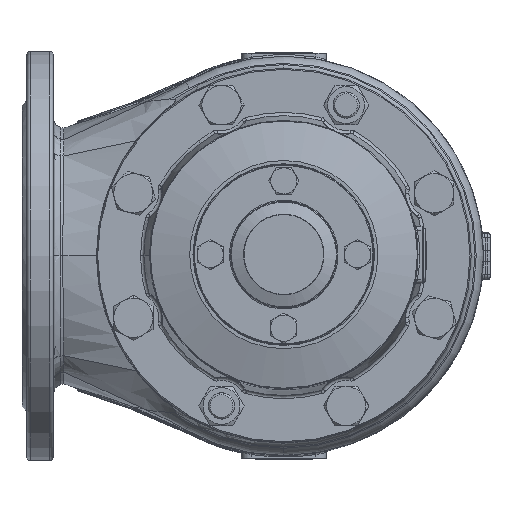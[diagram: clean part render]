
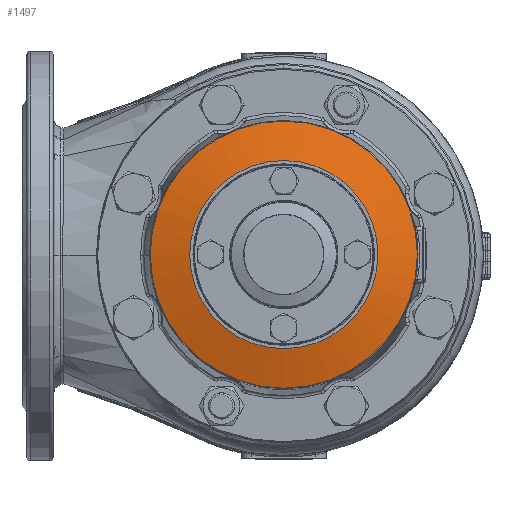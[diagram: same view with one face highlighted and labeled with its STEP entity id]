
A CAD part, top view. The second image highlights one B-rep face of the part: STEP entity #1497.
In plain terms, the highlighted conical face has half-angle 75 degrees and reference radius 57.5 mm.
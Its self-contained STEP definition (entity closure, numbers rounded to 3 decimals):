
#915=CARTESIAN_POINT('',(81.629,0.,484.435));
#916=VERTEX_POINT('',#915);
#943=CARTESIAN_POINT('',(-81.629,0.,484.435));
#944=VERTEX_POINT('',#943);
#945=CARTESIAN_POINT('',(0.,0.,484.435));
#946=DIRECTION('',(0.,-0.,1.));
#947=DIRECTION('',(1.,0.,-0.));
#948=AXIS2_PLACEMENT_3D('',#945,#946,#947);
#949=CIRCLE('',#948,81.629);
#950=EDGE_CURVE('NONE',#944,#916,#949,.T.);
#952=CARTESIAN_POINT('',(0.,0.,484.435));
#953=DIRECTION('',(0.,-0.,1.));
#954=DIRECTION('',(1.,0.,-0.));
#955=AXIS2_PLACEMENT_3D('',#952,#953,#954);
#956=CIRCLE('',#955,81.629);
#957=EDGE_CURVE('NONE',#916,#944,#956,.T.);
#1463=CARTESIAN_POINT('',(0.,0.,490.9));
#1464=DIRECTION('',(-0.,0.,-1.));
#1465=DIRECTION('',(-1.,-0.,0.));
#1466=AXIS2_PLACEMENT_3D('',#1463,#1464,#1465);
#1467=CONICAL_SURFACE('',#1466,57.5,75.);
#1468=CARTESIAN_POINT('',(-57.5,0.,490.9));
#1469=VERTEX_POINT('',#1468);
#1470=CARTESIAN_POINT('',(-81.629,0.,484.435));
#1471=DIRECTION('',(0.966,0.,0.259));
#1472=VECTOR('',#1471,24.981);
#1473=LINE('',#1470,#1472);
#1474=EDGE_CURVE('',#944,#1469,#1473,.T.);
#1475=ORIENTED_EDGE('',*,*,#1474,.T.);
#1476=CARTESIAN_POINT('',(57.5,0.,490.9));
#1477=VERTEX_POINT('',#1476);
#1478=CARTESIAN_POINT('',(0.,0.,490.9));
#1479=DIRECTION('',(-0.,0.,-1.));
#1480=DIRECTION('',(-1.,-0.,0.));
#1481=AXIS2_PLACEMENT_3D('',#1478,#1479,#1480);
#1482=CIRCLE('',#1481,57.5);
#1483=EDGE_CURVE('NONE',#1469,#1477,#1482,.T.);
#1484=ORIENTED_EDGE('',*,*,#1483,.T.);
#1485=CARTESIAN_POINT('',(0.,0.,490.9));
#1486=DIRECTION('',(-0.,0.,-1.));
#1487=DIRECTION('',(-1.,-0.,0.));
#1488=AXIS2_PLACEMENT_3D('',#1485,#1486,#1487);
#1489=CIRCLE('',#1488,57.5);
#1490=EDGE_CURVE('NONE',#1477,#1469,#1489,.T.);
#1491=ORIENTED_EDGE('',*,*,#1490,.T.);
#1492=ORIENTED_EDGE('',*,*,#1474,.F.);
#1493=ORIENTED_EDGE('',*,*,#950,.T.);
#1494=ORIENTED_EDGE('',*,*,#957,.T.);
#1495=EDGE_LOOP('',(#1475,#1484,#1491,#1492,#1493,#1494));
#1496=FACE_BOUND('',#1495,.T.);
#1497=ADVANCED_FACE('NONE',(#1496),#1467,.T.);
